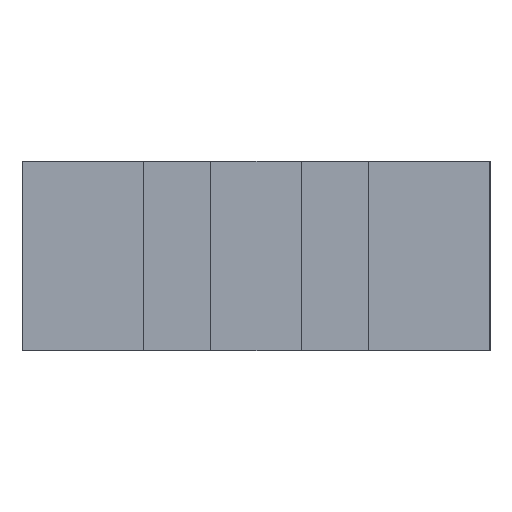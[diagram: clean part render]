
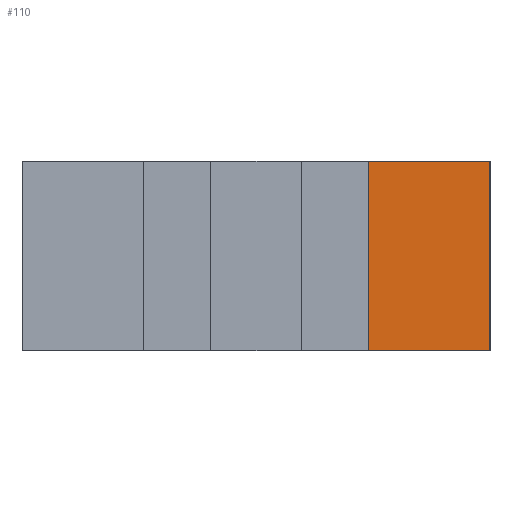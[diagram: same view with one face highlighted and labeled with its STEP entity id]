
A CAD part, left-side view. The second image highlights one B-rep face of the part: STEP entity #110.
In plain terms, the highlighted planar face has unit normal (-1, 0, 0).
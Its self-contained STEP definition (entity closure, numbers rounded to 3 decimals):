
#37 = LINE ( 'NONE', #930, #593 ) ;
#61 = ORIENTED_EDGE ( 'NONE', *, *, #465, .T. ) ;
#76 = DIRECTION ( 'NONE',  ( 0., -1., 0. ) ) ;
#110 = ADVANCED_FACE ( 'NONE', ( #1284 ), #353, .F. ) ;
#115 = AXIS2_PLACEMENT_3D ( 'NONE', #960, #309, #325 ) ;
#142 = VECTOR ( 'NONE', #476, 1000. ) ;
#153 = VERTEX_POINT ( 'NONE', #714 ) ;
#246 = VECTOR ( 'NONE', #269, 1000. ) ;
#256 = CARTESIAN_POINT ( 'NONE',  ( 727.339, 342.306, 5.64 ) ) ;
#269 = DIRECTION ( 'NONE',  ( 0., 0., -1. ) ) ;
#287 = DIRECTION ( 'NONE',  ( 0., -1., 0. ) ) ;
#309 = DIRECTION ( 'NONE',  ( 1., 0., 0. ) ) ;
#325 = DIRECTION ( 'NONE',  ( 0., 0., -1. ) ) ;
#353 = PLANE ( 'NONE',  #115 ) ;
#384 = EDGE_CURVE ( 'NONE', #813, #153, #1359, .T. ) ;
#399 = VERTEX_POINT ( 'NONE', #1199 ) ;
#406 = CARTESIAN_POINT ( 'NONE',  ( 727.339, 342.306, 5.64 ) ) ;
#465 = EDGE_CURVE ( 'NONE', #585, #399, #666, .T. ) ;
#476 = DIRECTION ( 'NONE',  ( 0., 0., -1. ) ) ;
#505 = CARTESIAN_POINT ( 'NONE',  ( 727.339, 338.706, 5.64 ) ) ;
#510 = ORIENTED_EDGE ( 'NONE', *, *, #781, .T. ) ;
#567 = CARTESIAN_POINT ( 'NONE',  ( 727.339, 338.706, 5.64 ) ) ;
#585 = VERTEX_POINT ( 'NONE', #406 ) ;
#593 = VECTOR ( 'NONE', #76, 1000. ) ;
#627 = LINE ( 'NONE', #1331, #1355 ) ;
#666 = LINE ( 'NONE', #256, #246 ) ;
#714 = CARTESIAN_POINT ( 'NONE',  ( 727.339, 338.706, 0. ) ) ;
#766 = EDGE_LOOP ( 'NONE', ( #510, #1081, #1227, #61 ) ) ;
#781 = EDGE_CURVE ( 'NONE', #399, #153, #627, .T. ) ;
#813 = VERTEX_POINT ( 'NONE', #505 ) ;
#930 = CARTESIAN_POINT ( 'NONE',  ( 727.339, 338.706, 5.64 ) ) ;
#960 = CARTESIAN_POINT ( 'NONE',  ( 727.339, 338.706, 5.64 ) ) ;
#1032 = EDGE_CURVE ( 'NONE', #585, #813, #37, .T. ) ;
#1081 = ORIENTED_EDGE ( 'NONE', *, *, #384, .F. ) ;
#1199 = CARTESIAN_POINT ( 'NONE',  ( 727.339, 342.306, 0. ) ) ;
#1227 = ORIENTED_EDGE ( 'NONE', *, *, #1032, .F. ) ;
#1284 = FACE_OUTER_BOUND ( 'NONE', #766, .T. ) ;
#1331 = CARTESIAN_POINT ( 'NONE',  ( 727.339, 338.706, 0. ) ) ;
#1355 = VECTOR ( 'NONE', #287, 1000. ) ;
#1359 = LINE ( 'NONE', #567, #142 ) ;
